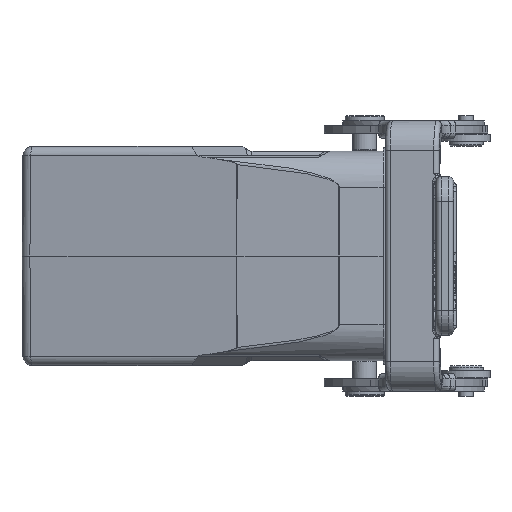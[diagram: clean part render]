
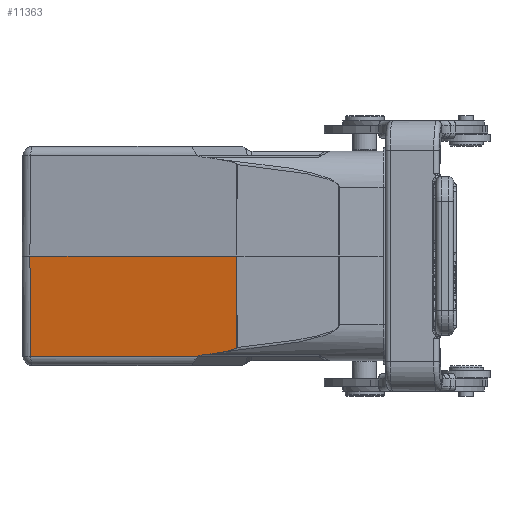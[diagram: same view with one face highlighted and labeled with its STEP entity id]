
A CAD part, left-side view. The second image highlights one B-rep face of the part: STEP entity #11363.
In plain terms, the highlighted planar face has unit normal (-0.982, 0.191, -0.009).
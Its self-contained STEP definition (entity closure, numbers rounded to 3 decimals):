
#9163=FACE_OUTER_BOUND('',#14621,.T.);
#9957=B_SPLINE_CURVE_WITH_KNOTS('',3,(#58540,#58541,#58542,#58543,#58544,
#58545,#58546,#58547,#58548,#58549,#58550,#58551,#58552,#58553,#58554,#58555),
 .UNSPECIFIED.,.F.,.F.,(4,3,3,3,3,4),(0.,0.437,0.715,
0.893,0.979,1.),.UNSPECIFIED.);
#11363=ADVANCED_FACE('',(#9163),#12257,.T.);
#12257=PLANE('',#37106);
#12543=ELLIPSE('',#37103,10.482,2.);
#12544=ELLIPSE('',#37105,39.308,7.5);
#14621=EDGE_LOOP('',(#22370,#22371,#22372,#22373,#22374,#22375,#22376,#22377));
#22370=ORIENTED_EDGE('',*,*,#29624,.T.);
#22371=ORIENTED_EDGE('',*,*,#29571,.T.);
#22372=ORIENTED_EDGE('',*,*,#29625,.F.);
#22373=ORIENTED_EDGE('',*,*,#29626,.F.);
#22374=ORIENTED_EDGE('',*,*,#29576,.T.);
#22375=ORIENTED_EDGE('',*,*,#29621,.T.);
#22376=ORIENTED_EDGE('',*,*,#29623,.T.);
#22377=ORIENTED_EDGE('',*,*,#29627,.T.);
#25876=VERTEX_POINT('',#58428);
#25877=VERTEX_POINT('',#58429);
#25880=VERTEX_POINT('',#58443);
#25881=VERTEX_POINT('',#58445);
#25912=VERTEX_POINT('',#58533);
#25913=VERTEX_POINT('',#58537);
#25914=VERTEX_POINT('',#58556);
#25915=VERTEX_POINT('',#58558);
#29571=EDGE_CURVE('',#25876,#25877,#32040,.T.);
#29576=EDGE_CURVE('',#25881,#25880,#32042,.T.);
#29621=EDGE_CURVE('',#25880,#25912,#32069,.T.);
#29623=EDGE_CURVE('',#25912,#25913,#12543,.T.);
#29624=EDGE_CURVE('',#25914,#25876,#9957,.T.);
#29625=EDGE_CURVE('',#25915,#25877,#32071,.T.);
#29626=EDGE_CURVE('',#25881,#25915,#32072,.T.);
#29627=EDGE_CURVE('',#25913,#25914,#12544,.T.);
#32040=LINE('',#58427,#34436);
#32042=LINE('',#58444,#34438);
#32069=LINE('',#58534,#34465);
#32071=LINE('',#58557,#34467);
#32072=LINE('',#58559,#34468);
#34436=VECTOR('',#43719,1.);
#34438=VECTOR('',#43727,1.);
#34465=VECTOR('',#43816,1.);
#34467=VECTOR('',#43824,1.);
#34468=VECTOR('',#43825,1.);
#37103=AXIS2_PLACEMENT_3D('',#58538,#43820,#43821);
#37105=AXIS2_PLACEMENT_3D('',#58560,#43826,#43827);
#37106=AXIS2_PLACEMENT_3D('',#58561,#43828,#43829);
#43719=DIRECTION('',(-0.009,0.001,1.));
#43727=DIRECTION('',(-0.191,-0.982,0.));
#43816=DIRECTION('',(-0.13,-0.634,0.763));
#43820=DIRECTION('',(-0.982,0.191,-0.009));
#43821=DIRECTION('',(0.191,0.982,0.002));
#43824=DIRECTION('',(-0.191,-0.982,0.));
#43825=DIRECTION('',(-0.007,0.009,1.));
#43826=DIRECTION('',(-0.982,0.191,-0.009));
#43827=DIRECTION('',(0.191,0.982,0.002));
#43828=DIRECTION('',(-0.982,0.191,-0.009));
#43829=DIRECTION('',(-0.191,-0.982,0.));
#58427=CARTESIAN_POINT('',(-44.743,0.048,0.003));
#58428=CARTESIAN_POINT('',(-44.58,0.024,-18.83));
#58429=CARTESIAN_POINT('',(-44.743,0.048,0.));
#58443=CARTESIAN_POINT('',(-43.023,7.954,-20.517));
#58444=CARTESIAN_POINT('',(-45.944,-7.069,-20.517));
#58445=CARTESIAN_POINT('',(-36.366,42.203,-20.517));
#58533=CARTESIAN_POINT('',(-43.052,7.814,-20.349));
#58534=CARTESIAN_POINT('',(-43.023,7.954,-20.517));
#58537=CARTESIAN_POINT('',(-43.44,5.83,-20.136));
#58538=CARTESIAN_POINT('',(-42.29,11.82,-18.5));
#58540=CARTESIAN_POINT('',(-43.861,3.676,-19.818));
#58541=CARTESIAN_POINT('',(-43.968,3.128,-19.73));
#58542=CARTESIAN_POINT('',(-44.076,2.582,-19.633));
#58543=CARTESIAN_POINT('',(-44.182,2.039,-19.517));
#58544=CARTESIAN_POINT('',(-44.25,1.694,-19.443));
#58545=CARTESIAN_POINT('',(-44.317,1.351,-19.362));
#58546=CARTESIAN_POINT('',(-44.384,1.012,-19.265));
#58547=CARTESIAN_POINT('',(-44.427,0.796,-19.202));
#58548=CARTESIAN_POINT('',(-44.469,0.579,-19.134));
#58549=CARTESIAN_POINT('',(-44.51,0.372,-19.043));
#58550=CARTESIAN_POINT('',(-44.53,0.272,-19.));
#58551=CARTESIAN_POINT('',(-44.55,0.172,-18.952));
#58552=CARTESIAN_POINT('',(-44.567,0.085,-18.885));
#58553=CARTESIAN_POINT('',(-44.572,0.063,-18.869));
#58554=CARTESIAN_POINT('',(-44.576,0.042,-18.851));
#58555=CARTESIAN_POINT('',(-44.58,0.024,-18.83));
#58556=CARTESIAN_POINT('',(-43.861,3.676,-19.818));
#58557=CARTESIAN_POINT('',(-36.514,42.382,0.));
#58558=CARTESIAN_POINT('',(-36.514,42.382,0.));
#58559=CARTESIAN_POINT('',(-36.511,42.379,-0.362));
#58560=CARTESIAN_POINT('',(-39.128,28.295,-14.));
#58561=CARTESIAN_POINT('',(-46.119,-7.035,0.));
